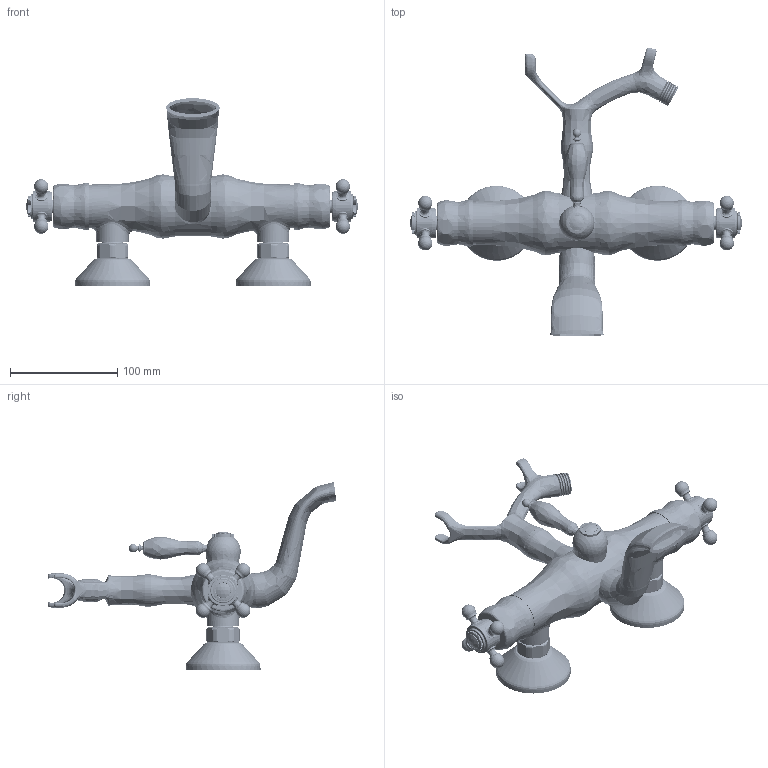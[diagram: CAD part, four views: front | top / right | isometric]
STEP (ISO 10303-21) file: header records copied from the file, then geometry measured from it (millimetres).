
FILE_DESCRIPTION (( 'STEP AP214' ), '1' );
FILE_NAME ('106190.STEP', '2020-08-21T09:20:45', ( '' ), ( '' ), 'SwSTEP 2.0', 'SolidWorks 2016', '' );
FILE_SCHEMA (( 'AUTOMOTIVE_DESIGN' ));
Length unit declared in the file: millimetre
Products named in the file (28): 0062 NOHETA DESVIADOR 1866_1; MONTURA F118 G｢''''''''; INDICE 1866 CROMO_1; lock washer for shafts_din_Lock washer DIN 6799 - 8_1; INDICE BA羍 DUCHA CON SERIGRAFIA_1; OR 6.07X1.78_1; 0655 PORTAINDICE MANETA DESVIADOR 1866_1; TUERCA ･''''''''_1; 0651 RACOR  M22x1 G｢''''''''_PL-651-02 CON JUNTA_1; 0254 LIMITADOR T 6001_1; 0390 BOBINA 1866_PL-390-01 CON JUNTAS_1; 0684 CARTUCHO TERMOSTATICO GRB_1; VOLANTE BIMANDO 1866; 0653 BASE PALANCA DESVIADOR 1866_1; JUNTA 17.5x2_1; 0335 MECANIZADO BA羍 1866_-03; RESINA BLANCA_1; PLAFËN GRB6001_1; 0208 MECANIZADO HORQUILLA BA羍-DUCHA 1866 206190_1; 0650 MECANIZADO ALARGADERA 1866 TERMOSTATICA_1; EMBOLO CONJUNTO DESVIADOR 015420.15_EMBOLO CON JUNTAS_1; 106190; 0257 CUBREMONTURAS Q 1866 TERMOSTATICA; INDICE BA羍 DUCHA_1; 0654 ALARGADOR DESVIADOR 1866_1; 0321 RACOR MACHO 22 3-4 COLUMNA_1; 0206 MECANIZADO CA羍 BA羍-DUCHA 1866 206190_1; 0001 PESTAÐA 3-8 IZQD._03_1
Assembly tree (35 placements, depth 2):
  106190
    0335 MECANIZADO BA羍 1866_-03
    MONTURA F118 G｢''''''''
    0257 CUBREMONTURAS Q 1866 TERMOSTATICA  x2
    VOLANTE BIMANDO 1866  x2
    0684 CARTUCHO TERMOSTATICO GRB_1
    0254 LIMITADOR T 6001_1
    0062 NOHETA DESVIADOR 1866_1
    lock washer for shafts_din_Lock washer DIN 6799 - 8_1
    0654 ALARGADOR DESVIADOR 1866_1
    JUNTA 17.5x2_1
    OR 6.07X1.78_1  x2
    0651 RACOR  M22x1 G｢''''''''_PL-651-02 CON JUNTA_1
    EMBOLO CONJUNTO DESVIADOR 015420.15_EMBOLO CON JUNTAS_1
    0390 BOBINA 1866_PL-390-01 CON JUNTAS_1
    INDICE 1866 CROMO_1  x2
    INDICE BA羍 DUCHA_1  x2
    0001 PESTAÐA 3-8 IZQD._03_1  x2
    TUERCA ･''''''''_1  x2
    PLAFËN GRB6001_1  x2
    0650 MECANIZADO ALARGADERA 1866 TERMOSTATICA_1
    0321 RACOR MACHO 22 3-4 COLUMNA_1
    0653 BASE PALANCA DESVIADOR 1866_1
    0655 PORTAINDICE MANETA DESVIADOR 1866_1
    INDICE BA羍 DUCHA CON SERIGRAFIA_1
    RESINA BLANCA_1
    0206 MECANIZADO CA羍 BA羍-DUCHA 1866 206190_1
    0208 MECANIZADO HORQUILLA BA羍-DUCHA 1866 206190_1
Bounding box: 309.9 x 269.27 x 175.05 mm (x, y, z)
Volume: 476427.6 mm3; surface area: 278539.2 mm2
Topology: 63 solids, 63 shells, 4816 faces, 12358 edges, 7539 vertices
Faces by surface type: plane 1621, cylinder 1423, bspline 1140, cone 490, sphere 142
Entity records: 340640 total; most frequent: CARTESIAN_POINT 205906, ORIENTED_EDGE 20160, DIRECTION 16846, EDGE_CURVE 10080, AXIS2_PLACEMENT_3D 6637, VERTEX_POINT 6223, EDGE_LOOP 4241, UNCERTAINTY_MEASURE_WITH_UNIT 4147
